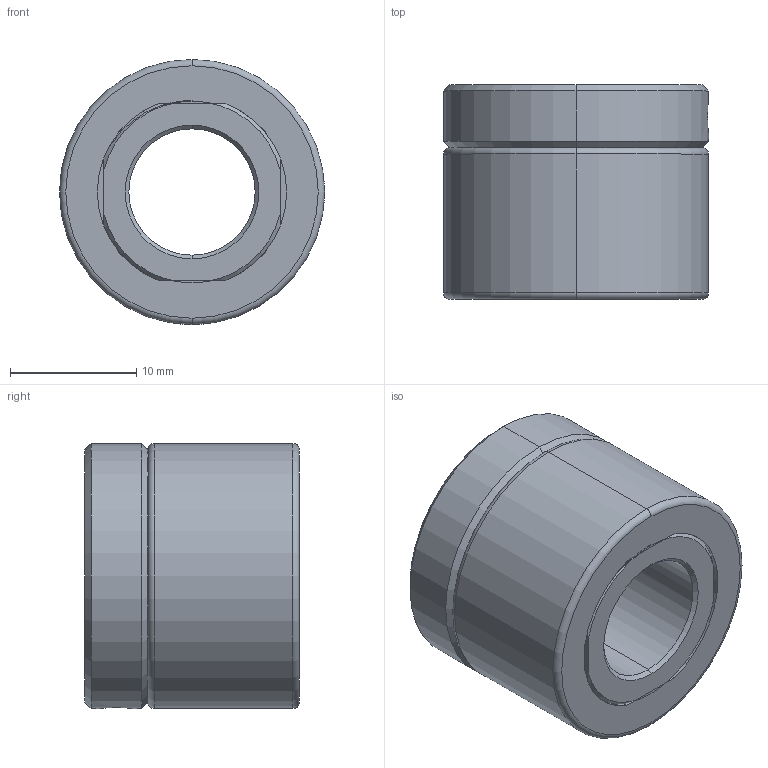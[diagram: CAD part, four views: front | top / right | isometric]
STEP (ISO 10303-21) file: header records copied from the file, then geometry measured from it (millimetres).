
FILE_DESCRIPTION (( 'STEP AP214' ), '1' );
FILE_NAME ('MAG-AM2112C-06P-ID10.STEP', '2020-05-13T05:56:29', ( '' ), ( '' ), 'SwSTEP 2.0', 'SolidWorks 2019', '' );
FILE_SCHEMA (( 'AUTOMOTIVE_DESIGN' ));
Length unit declared in the file: millimetre
Products named in the file (7): MAG-AM2112C-06P-ID10; MAG-BAL-OD21-ID10-L17-M3 _________M.STEP.STEP.STEP.STEP; MAG-AM2112C-06P-ID10.STEP.STEP.STEP; MAG-2112-____.STEP.STEP.STEP.STEP; MAG-AM2112C-06P-ID10.STEP; MAG-AM2112C-06P-ID10.STEP.STEP; MAG-AM2112C-06P-ID10.STEP.STEP.STEP.STEP
Assembly tree (6 placements, depth 6):
  MAG-AM2112C-06P-ID10
    MAG-AM2112C-06P-ID10.STEP
      MAG-AM2112C-06P-ID10.STEP.STEP
        MAG-AM2112C-06P-ID10.STEP.STEP.STEP
          MAG-AM2112C-06P-ID10.STEP.STEP.STEP.STEP
            MAG-2112-____.STEP.STEP.STEP.STEP
            MAG-BAL-OD21-ID10-L17-M3 _________M.STEP.STEP.STEP.STEP
Bounding box: 21 x 17 x 21 mm (x, y, z)
Volume: 4456.2 mm3; surface area: 3684.1 mm2
Topology: 2 solids, 2 shells, 73 faces, 196 edges, 126 vertices
Faces by surface type: cylinder 28, bspline 18, cone 12, plane 11, torus 4
Entity records: 14132 total; most frequent: CARTESIAN_POINT 12326, ORIENTED_EDGE 392, DIRECTION 292, EDGE_CURVE 196, VERTEX_POINT 126, AXIS2_PLACEMENT_3D 115, EDGE_LOOP 80, ADVANCED_FACE 73
